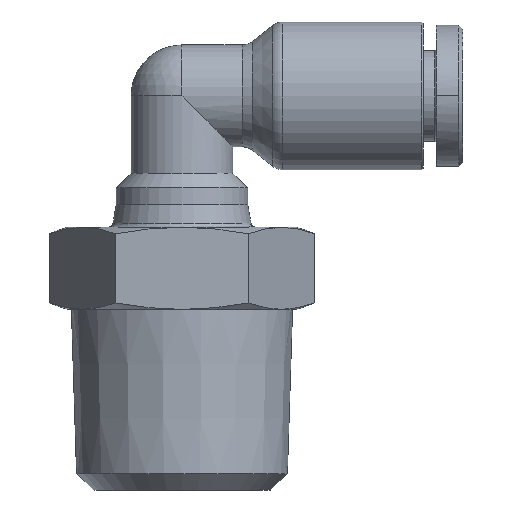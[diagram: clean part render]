
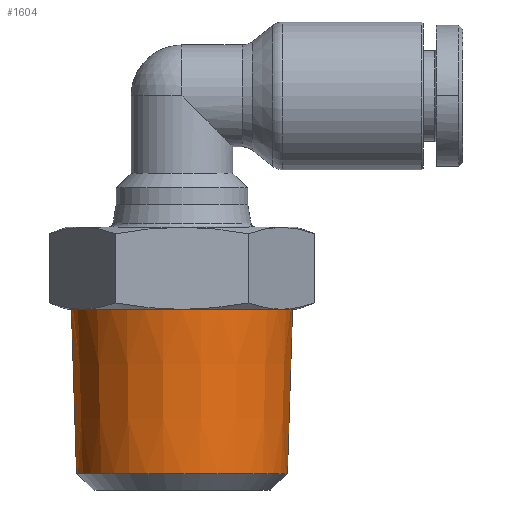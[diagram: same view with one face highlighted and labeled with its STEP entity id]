
A CAD part, front view. The second image highlights one B-rep face of the part: STEP entity #1604.
In plain terms, the highlighted conical face has half-angle 1.791 degrees and reference radius 6.562 mm.
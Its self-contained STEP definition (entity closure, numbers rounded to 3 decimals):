
#1563=CARTESIAN_POINT('',(-5.3,0.,-18.5));
#1564=DIRECTION('',(0.,0.,1.0));
#1565=DIRECTION('',(1.0,0.0,0.0));
#1566=AXIS2_PLACEMENT_3D('',#1563,#1564,#1565);
#1567=CONICAL_SURFACE('',#1566,6.562,1.791);
#1568=CARTESIAN_POINT('',(1.435,0.,-13.));
#1569=VERTEX_POINT('',#1568);
#1570=CARTESIAN_POINT('',(1.122,0.,-23.));
#1571=VERTEX_POINT('',#1570);
#1572=CARTESIAN_POINT('',(1.435,0.,-13.));
#1573=DIRECTION('',(-0.031,0.,-1.));
#1574=VECTOR('',#1573,10.005);
#1575=LINE('',#1572,#1574);
#1576=EDGE_CURVE('',#1569,#1571,#1575,.T.);
#1577=ORIENTED_EDGE('',*,*,#1576,.F.);
#1578=CARTESIAN_POINT('',(-12.034,0.,-13.));
#1579=VERTEX_POINT('',#1578);
#1580=CARTESIAN_POINT('',(-5.3,0.,-13.));
#1581=DIRECTION('',(0.0,0.0,-1.0));
#1582=DIRECTION('',(1.0,0.0,0.0));
#1583=AXIS2_PLACEMENT_3D('',#1580,#1581,#1582);
#1584=CIRCLE('',#1583,6.734);
#1585=EDGE_CURVE('',#1569,#1579,#1584,.T.);
#1586=ORIENTED_EDGE('',*,*,#1585,.T.);
#1587=CARTESIAN_POINT('',(-11.722,0.,-23.));
#1588=VERTEX_POINT('',#1587);
#1589=CARTESIAN_POINT('',(-11.722,0.,-23.));
#1590=DIRECTION('',(-0.031,0.,1.));
#1591=VECTOR('',#1590,10.005);
#1592=LINE('',#1589,#1591);
#1593=EDGE_CURVE('',#1588,#1579,#1592,.T.);
#1594=ORIENTED_EDGE('',*,*,#1593,.F.);
#1595=CARTESIAN_POINT('',(-5.3,0.,-23.));
#1596=DIRECTION('',(0.0,0.0,-1.0));
#1597=DIRECTION('',(-1.0,0.0,0.0));
#1598=AXIS2_PLACEMENT_3D('',#1595,#1596,#1597);
#1599=CIRCLE('',#1598,6.422);
#1600=EDGE_CURVE('',#1571,#1588,#1599,.T.);
#1601=ORIENTED_EDGE('',*,*,#1600,.F.);
#1602=EDGE_LOOP('',(#1577,#1586,#1594,#1601));
#1603=FACE_OUTER_BOUND('',#1602,.T.);
#1604=ADVANCED_FACE('',(#1603),#1567,.T.);
